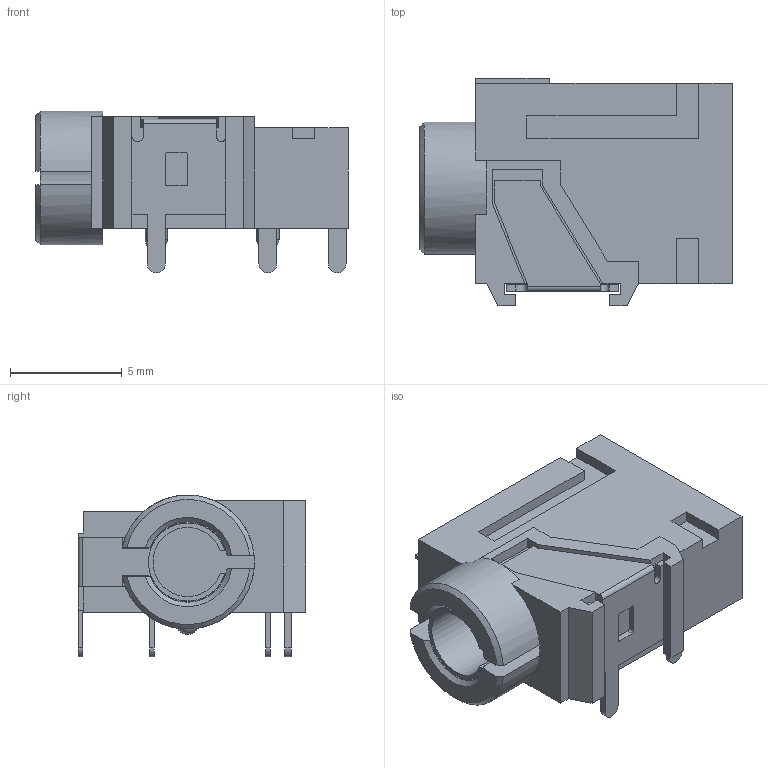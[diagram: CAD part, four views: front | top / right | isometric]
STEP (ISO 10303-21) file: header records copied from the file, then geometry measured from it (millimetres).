
FILE_DESCRIPTION( ( '' ), ' ' );
FILE_NAME( '599ca37231dd9a0d195b8a4c.step', '2017-08-22T21:34:42', ( '' ), ( '' ), ' ', ' ', ' ' );
FILE_SCHEMA( ( 'AUTOMOTIVE_DESIGN { 1 0 10303 214 1 1 1 1 }' ) );
Length unit declared in the file: metre
Products named in the file (3): Open CASCADE STEP translator 6.8 3; Open CASCADE STEP translator 6.8 2; Open CASCADE STEP translator 6.8 1
Bounding box: 14 x 10.2 x 7.25 mm (x, y, z)
Volume: 518.6 mm3; surface area: 729.6 mm2
Topology: 3 solids, 3 shells, 136 faces, 379 edges, 251 vertices
Faces by surface type: plane 109, cylinder 21, cone 4, sphere 2
Full cylindrical faces by diameter (mm): 1 x2
Entity records: 7233 total; most frequent: CARTESIAN_POINT 755, ORIENTED_EDGE 738, DIRECTION 710, STYLED_ITEM 505, PRESENTATION_STYLE_ASSIGNMENT 505, COLOUR_RGB 505, EDGE_CURVE 369, CURVE_STYLE 369
